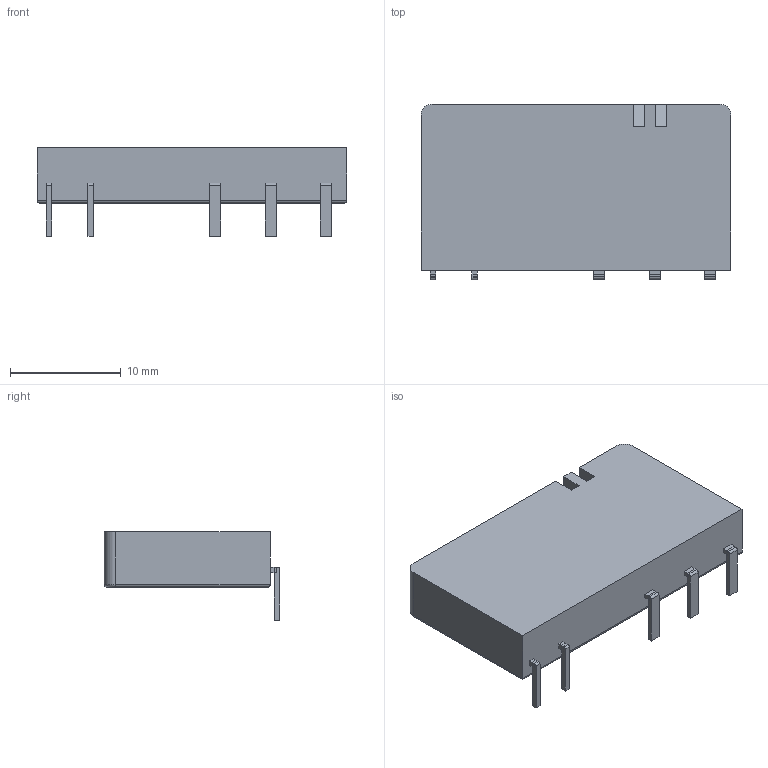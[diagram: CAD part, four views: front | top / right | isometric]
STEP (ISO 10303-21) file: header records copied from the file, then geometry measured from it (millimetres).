
FILE_DESCRIPTION(('FreeCAD Model'),'2;1');
FILE_NAME('Relay_SPDT_Finder_34.51_Horizontal.step','2018-01-20T15:10:21',( 'kicad StepUp'),('ksu MCAD'),'Open CASCADE STEP processor 6.8', 'FreeCAD','Unknown');
FILE_SCHEMA(('AUTOMOTIVE_DESIGN_CC2 { 1 2 10303 214 -1 1 5 4 }'));
Length unit declared in the file: millimetre
Products named in the file (1): Relay_SPDT_Finder_34.51_Horizontal
Bounding box: 28 x 15.85 x 8 mm (x, y, z)
Volume: 2101.5 mm3; surface area: 1325.3 mm2
Topology: 1 solids, 1 shells, 91 faces, 216 edges, 132 vertices
Faces by surface type: plane 78, cylinder 11, torus 2
Entity records: 1779 total; most frequent: ORIENTED_EDGE 368, CARTESIAN_POINT 236, EDGE_CURVE 216, LINE 162, VERTEX_POINT 132, AXIS2_PLACEMENT_3D 101, FACE_BOUND 96, EDGE_LOOP 96
